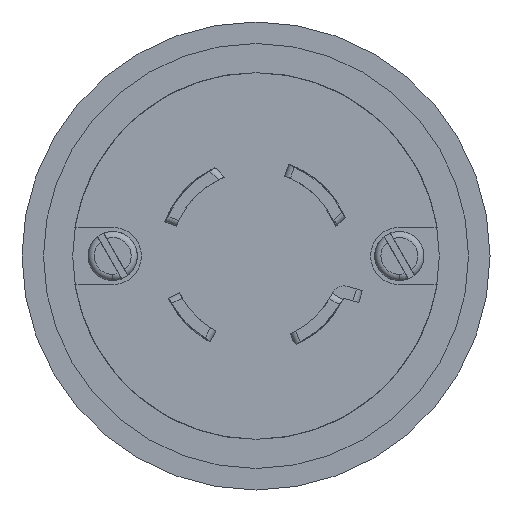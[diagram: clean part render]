
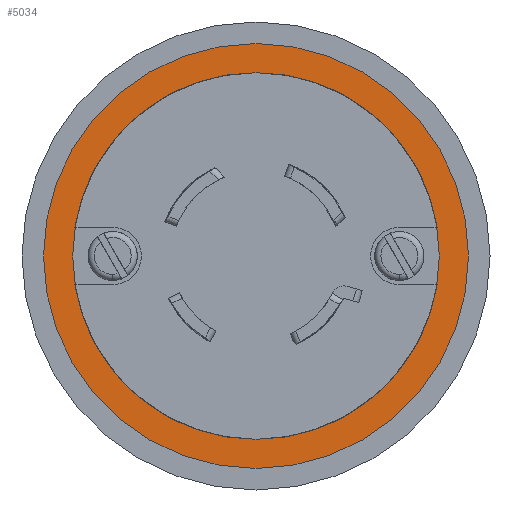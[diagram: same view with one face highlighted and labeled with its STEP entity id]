
A CAD part, front view. The second image highlights one B-rep face of the part: STEP entity #5034.
In plain terms, the highlighted planar face has unit normal (0, -1, 0).
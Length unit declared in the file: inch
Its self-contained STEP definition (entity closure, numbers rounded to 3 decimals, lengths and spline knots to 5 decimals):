
#677 = CIRCLE ( 'NONE', #8589, 0.895 ) ;
#1023 = DIRECTION ( 'NONE',  ( 0., -1., 0. ) ) ;
#1274 = CARTESIAN_POINT ( 'NONE',  ( 0., 0., 0.895 ) ) ;
#1334 = AXIS2_PLACEMENT_3D ( 'NONE', #4051, #9240, #4782 ) ;
#1746 = VERTEX_POINT ( 'NONE', #2462 ) ;
#2127 = ORIENTED_EDGE ( 'NONE', *, *, #3786, .F. ) ;
#2462 = CARTESIAN_POINT ( 'NONE',  ( 0., 0., -1.0375 ) ) ;
#2467 = AXIS2_PLACEMENT_3D ( 'NONE', #7595, #3130, #8341 ) ;
#2934 = DIRECTION ( 'NONE',  ( 0., -1., 0. ) ) ;
#3130 = DIRECTION ( 'NONE',  ( 0., 1., 0. ) ) ;
#3158 = CIRCLE ( 'NONE', #4647, 0.895 ) ;
#3786 = EDGE_CURVE ( 'NONE', #4325, #8375, #677, .T. ) ;
#4051 = CARTESIAN_POINT ( 'NONE',  ( 0., 0., 0. ) ) ;
#4111 = DIRECTION ( 'NONE',  ( 0., 1., 0. ) ) ;
#4325 = VERTEX_POINT ( 'NONE', #1274 ) ;
#4626 = EDGE_CURVE ( 'NONE', #8375, #4325, #3158, .T. ) ;
#4647 = AXIS2_PLACEMENT_3D ( 'NONE', #7374, #2934, #8120 ) ;
#4782 = DIRECTION ( 'NONE',  ( 0., 0., 1. ) ) ;
#4816 = PLANE ( 'NONE',  #5785 ) ;
#4984 = EDGE_CURVE ( 'NONE', #7515, #1746, #7116, .T. ) ;
#5034 = ADVANCED_FACE ( 'NONE', ( #8839, #6882 ), #4816, .F. ) ;
#5089 = CARTESIAN_POINT ( 'NONE',  ( 0., 0., -0.895 ) ) ;
#5340 = EDGE_LOOP ( 'NONE', ( #9482, #8318 ) ) ;
#5441 = CARTESIAN_POINT ( 'NONE',  ( 0., 0., 0. ) ) ;
#5785 = AXIS2_PLACEMENT_3D ( 'NONE', #8567, #4111, #9313 ) ;
#6201 = ORIENTED_EDGE ( 'NONE', *, *, #4626, .F. ) ;
#6208 = DIRECTION ( 'NONE',  ( 0., 0., -1. ) ) ;
#6285 = CIRCLE ( 'NONE', #2467, 1.0375 ) ;
#6882 = FACE_OUTER_BOUND ( 'NONE', #5340, .T. ) ;
#7116 = CIRCLE ( 'NONE', #1334, 1.0375 ) ;
#7374 = CARTESIAN_POINT ( 'NONE',  ( 0., 0., 0. ) ) ;
#7515 = VERTEX_POINT ( 'NONE', #9332 ) ;
#7595 = CARTESIAN_POINT ( 'NONE',  ( 0., 0., 0. ) ) ;
#8120 = DIRECTION ( 'NONE',  ( 0., 0., -1. ) ) ;
#8318 = ORIENTED_EDGE ( 'NONE', *, *, #4984, .F. ) ;
#8341 = DIRECTION ( 'NONE',  ( 0., 0., 1. ) ) ;
#8375 = VERTEX_POINT ( 'NONE', #5089 ) ;
#8400 = EDGE_LOOP ( 'NONE', ( #6201, #2127 ) ) ;
#8567 = CARTESIAN_POINT ( 'NONE',  ( 0., 0., 0. ) ) ;
#8589 = AXIS2_PLACEMENT_3D ( 'NONE', #5441, #1023, #6208 ) ;
#8839 = FACE_BOUND ( 'NONE', #8400, .T. ) ;
#9240 = DIRECTION ( 'NONE',  ( 0., 1., 0. ) ) ;
#9313 = DIRECTION ( 'NONE',  ( 0., 0., 1. ) ) ;
#9332 = CARTESIAN_POINT ( 'NONE',  ( 0., 0., 1.0375 ) ) ;
#9482 = ORIENTED_EDGE ( 'NONE', *, *, #9562, .F. ) ;
#9562 = EDGE_CURVE ( 'NONE', #1746, #7515, #6285, .T. ) ;
